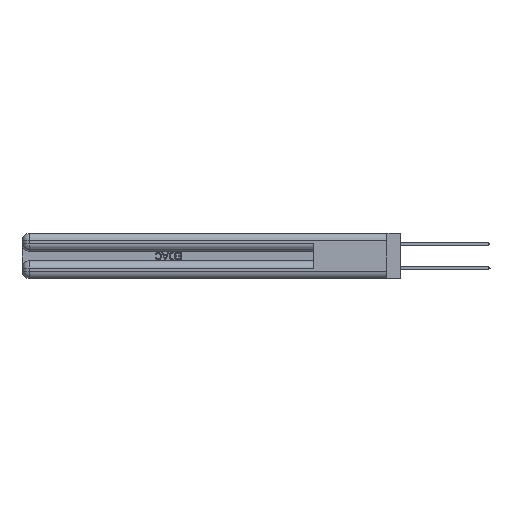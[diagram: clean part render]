
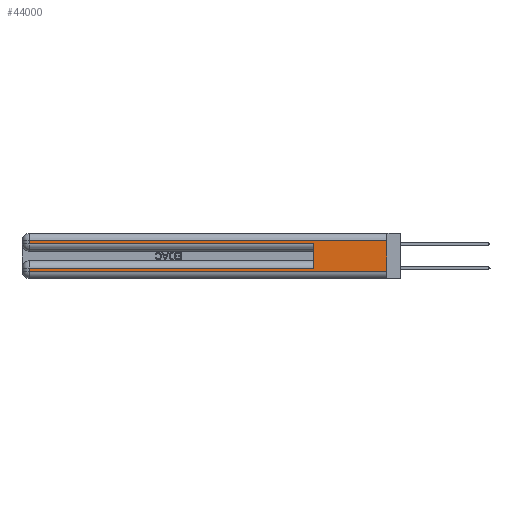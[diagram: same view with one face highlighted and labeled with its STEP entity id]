
A CAD part, left-side view. The second image highlights one B-rep face of the part: STEP entity #44000.
In plain terms, the highlighted planar face has unit normal (-1, 0, 0).
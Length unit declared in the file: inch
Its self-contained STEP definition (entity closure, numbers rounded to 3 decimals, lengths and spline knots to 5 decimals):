
#557 = VERTEX_POINT ( 'NONE', #44194 ) ;
#739 = CARTESIAN_POINT ( 'NONE',  ( 0., 0., 0.06 ) ) ;
#903 = LINE ( 'NONE', #5374, #44386 ) ;
#1139 = VERTEX_POINT ( 'NONE', #34825 ) ;
#1595 = VERTEX_POINT ( 'NONE', #739 ) ;
#1874 = ORIENTED_EDGE ( 'NONE', *, *, #28628, .T. ) ;
#4474 = ORIENTED_EDGE ( 'NONE', *, *, #16525, .F. ) ;
#5374 = CARTESIAN_POINT ( 'NONE',  ( 0., 0., 0.085 ) ) ;
#5552 = ORIENTED_EDGE ( 'NONE', *, *, #27901, .T. ) ;
#5801 = DIRECTION ( 'NONE',  ( 0., 1., 0. ) ) ;
#5944 = LINE ( 'NONE', #20415, #19592 ) ;
#6856 = DIRECTION ( 'NONE',  ( 0., -1., 0. ) ) ;
#7591 = ORIENTED_EDGE ( 'NONE', *, *, #46686, .T. ) ;
#8134 = DIRECTION ( 'NONE',  ( 0., 0., -1. ) ) ;
#8916 = VERTEX_POINT ( 'NONE', #35807 ) ;
#8940 = DIRECTION ( 'NONE',  ( 0., 0., -1. ) ) ;
#10036 = VECTOR ( 'NONE', #11328, 39.37008 ) ;
#10412 = VERTEX_POINT ( 'NONE', #41715 ) ;
#10647 = VERTEX_POINT ( 'NONE', #28539 ) ;
#11328 = DIRECTION ( 'NONE',  ( 0., 0., 1. ) ) ;
#11760 = DIRECTION ( 'NONE',  ( 0., 0., -1. ) ) ;
#12339 = AXIS2_PLACEMENT_3D ( 'NONE', #38388, #34517, #11760 ) ;
#12476 = VERTEX_POINT ( 'NONE', #47011 ) ;
#14359 = LINE ( 'NONE', #40565, #31658 ) ;
#15191 = CARTESIAN_POINT ( 'NONE',  ( 0., 2.94, 0.37 ) ) ;
#15312 = CARTESIAN_POINT ( 'NONE',  ( 0., 0.6, 0.145 ) ) ;
#16525 = EDGE_CURVE ( 'NONE', #10647, #1595, #28939, .T. ) ;
#19010 = DIRECTION ( 'NONE',  ( 0., 0., -1. ) ) ;
#19557 = PLANE ( 'NONE',  #12339 ) ;
#19592 = VECTOR ( 'NONE', #39914, 39.37008 ) ;
#20356 = EDGE_CURVE ( 'NONE', #1139, #10412, #22355, .T. ) ;
#20415 = CARTESIAN_POINT ( 'NONE',  ( 0., 0., 0.285 ) ) ;
#22112 = CARTESIAN_POINT ( 'NONE',  ( 0., 0., 0.06 ) ) ;
#22355 = LINE ( 'NONE', #15191, #41462 ) ;
#22426 = LINE ( 'NONE', #34561, #40351 ) ;
#27901 = EDGE_CURVE ( 'NONE', #10647, #1139, #14359, .T. ) ;
#28539 = CARTESIAN_POINT ( 'NONE',  ( 0., 0., 0.31 ) ) ;
#28628 = EDGE_CURVE ( 'NONE', #8916, #1595, #29189, .T. ) ;
#28939 = LINE ( 'NONE', #35530, #37284 ) ;
#29189 = LINE ( 'NONE', #22112, #48870 ) ;
#30245 = LINE ( 'NONE', #15312, #10036 ) ;
#31144 = FACE_OUTER_BOUND ( 'NONE', #41417, .T. ) ;
#31658 = VECTOR ( 'NONE', #5801, 39.37008 ) ;
#32214 = ORIENTED_EDGE ( 'NONE', *, *, #20356, .T. ) ;
#34517 = DIRECTION ( 'NONE',  ( 1., 0., 0. ) ) ;
#34561 = CARTESIAN_POINT ( 'NONE',  ( 0., 2.94, 0.37 ) ) ;
#34825 = CARTESIAN_POINT ( 'NONE',  ( 0., 2.94, 0.31 ) ) ;
#35530 = CARTESIAN_POINT ( 'NONE',  ( 0., 0., 0.37 ) ) ;
#35807 = CARTESIAN_POINT ( 'NONE',  ( 0., 2.94, 0.06 ) ) ;
#37064 = EDGE_CURVE ( 'NONE', #557, #8916, #22426, .T. ) ;
#37284 = VECTOR ( 'NONE', #8940, 39.37008 ) ;
#38388 = CARTESIAN_POINT ( 'NONE',  ( 0., 0., 0.37 ) ) ;
#38599 = EDGE_CURVE ( 'NONE', #45871, #557, #903, .T. ) ;
#38670 = ORIENTED_EDGE ( 'NONE', *, *, #37064, .T. ) ;
#38779 = ORIENTED_EDGE ( 'NONE', *, *, #38599, .T. ) ;
#39914 = DIRECTION ( 'NONE',  ( 0., -1., 0. ) ) ;
#40351 = VECTOR ( 'NONE', #8134, 39.37008 ) ;
#40565 = CARTESIAN_POINT ( 'NONE',  ( 0., 0., 0.31 ) ) ;
#41417 = EDGE_LOOP ( 'NONE', ( #4474, #5552, #32214, #7591, #44540, #38779, #38670, #1874 ) ) ;
#41462 = VECTOR ( 'NONE', #19010, 39.37008 ) ;
#41715 = CARTESIAN_POINT ( 'NONE',  ( 0., 2.94, 0.285 ) ) ;
#43796 = DIRECTION ( 'NONE',  ( 0., 1., 0. ) ) ;
#44000 = ADVANCED_FACE ( 'NONE', ( #31144 ), #19557, .F. ) ;
#44194 = CARTESIAN_POINT ( 'NONE',  ( 0., 2.94, 0.085 ) ) ;
#44386 = VECTOR ( 'NONE', #43796, 39.37008 ) ;
#44540 = ORIENTED_EDGE ( 'NONE', *, *, #47603, .F. ) ;
#45871 = VERTEX_POINT ( 'NONE', #48396 ) ;
#46686 = EDGE_CURVE ( 'NONE', #10412, #12476, #5944, .T. ) ;
#47011 = CARTESIAN_POINT ( 'NONE',  ( 0., 0.6, 0.285 ) ) ;
#47603 = EDGE_CURVE ( 'NONE', #45871, #12476, #30245, .T. ) ;
#48396 = CARTESIAN_POINT ( 'NONE',  ( 0., 0.6, 0.085 ) ) ;
#48870 = VECTOR ( 'NONE', #6856, 39.37008 ) ;
